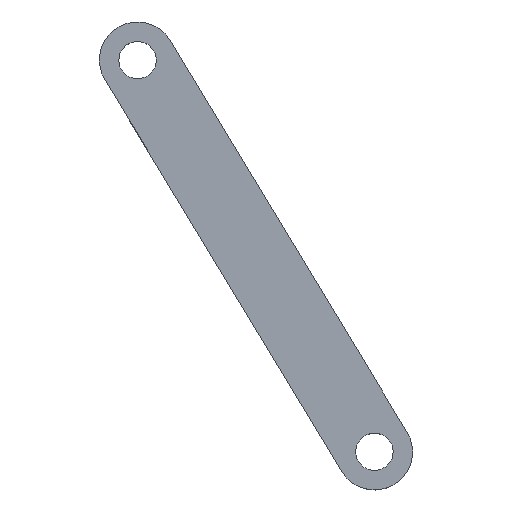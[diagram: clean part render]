
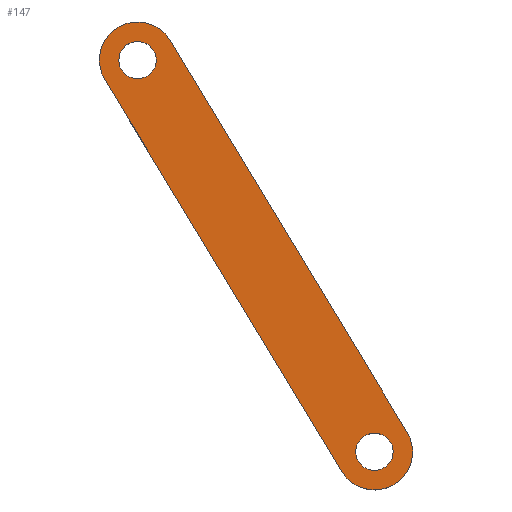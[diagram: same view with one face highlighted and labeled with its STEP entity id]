
A CAD part, top view. The second image highlights one B-rep face of the part: STEP entity #147.
In plain terms, the highlighted planar face has unit normal (0, 0, 1).
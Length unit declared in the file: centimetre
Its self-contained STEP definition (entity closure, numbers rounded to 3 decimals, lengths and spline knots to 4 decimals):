
#15=FACE_BOUND('',#38,.T.);
#16=FACE_BOUND('',#39,.T.);
#21=PLANE('',#177);
#29=FACE_OUTER_BOUND('',#37,.T.);
#37=EDGE_LOOP('',(#125,#126,#127,#128));
#38=EDGE_LOOP('',(#129));
#39=EDGE_LOOP('',(#130));
#47=LINE('',#243,#57);
#51=LINE('',#255,#61);
#57=VECTOR('',#199,1.);
#61=VECTOR('',#211,1.);
#63=CIRCLE('',#164,0.245);
#65=CIRCLE('',#167,0.245);
#68=CIRCLE('',#172,0.5);
#70=CIRCLE('',#176,0.5);
#71=VERTEX_POINT('',#225);
#73=VERTEX_POINT('',#231);
#77=VERTEX_POINT('',#240);
#78=VERTEX_POINT('',#242);
#80=VERTEX_POINT('',#248);
#82=VERTEX_POINT('',#254);
#83=EDGE_CURVE('',#71,#71,#63,.T.);
#86=EDGE_CURVE('',#73,#73,#65,.T.);
#91=EDGE_CURVE('',#78,#77,#47,.T.);
#94=EDGE_CURVE('',#80,#78,#68,.T.);
#97=EDGE_CURVE('',#82,#80,#51,.T.);
#100=EDGE_CURVE('',#77,#82,#70,.T.);
#125=ORIENTED_EDGE('',*,*,#100,.T.);
#126=ORIENTED_EDGE('',*,*,#97,.T.);
#127=ORIENTED_EDGE('',*,*,#94,.T.);
#128=ORIENTED_EDGE('',*,*,#91,.T.);
#129=ORIENTED_EDGE('',*,*,#86,.T.);
#130=ORIENTED_EDGE('',*,*,#83,.T.);
#147=ADVANCED_FACE('',(#29,#15,#16),#21,.T.);
#164=AXIS2_PLACEMENT_3D('',#226,#183,#184);
#167=AXIS2_PLACEMENT_3D('',#232,#190,#191);
#172=AXIS2_PLACEMENT_3D('',#249,#205,#206);
#176=AXIS2_PLACEMENT_3D('',#259,#217,#218);
#177=AXIS2_PLACEMENT_3D('',#260,#219,#220);
#183=DIRECTION('center_axis',(0.,0.,-1.));
#184=DIRECTION('ref_axis',(1.,0.,0.));
#190=DIRECTION('center_axis',(0.,0.,-1.));
#191=DIRECTION('ref_axis',(1.,0.,0.));
#199=DIRECTION('',(-0.518,0.856,0.));
#205=DIRECTION('center_axis',(0.,0.,1.));
#206=DIRECTION('ref_axis',(-0.856,-0.518,0.));
#211=DIRECTION('',(0.518,-0.856,0.));
#217=DIRECTION('center_axis',(0.,0.,1.));
#218=DIRECTION('ref_axis',(0.856,0.518,0.));
#219=DIRECTION('center_axis',(0.,0.,1.));
#220=DIRECTION('ref_axis',(1.,0.,0.));
#225=CARTESIAN_POINT('',(1.255,2.2458,0.4));
#226=CARTESIAN_POINT('Origin',(1.5,2.2458,0.4));
#231=CARTESIAN_POINT('',(4.36,-2.8883,0.4));
#232=CARTESIAN_POINT('Origin',(4.605,-2.8883,0.4));
#240=CARTESIAN_POINT('',(1.9278,2.5045,0.4));
#242=CARTESIAN_POINT('',(5.0329,-2.6296,0.4));
#243=CARTESIAN_POINT('',(5.0329,-2.6296,0.4));
#248=CARTESIAN_POINT('',(4.1772,-3.1471,0.4));
#249=CARTESIAN_POINT('Origin',(4.605,-2.8883,0.4));
#254=CARTESIAN_POINT('',(1.0722,1.987,0.4));
#255=CARTESIAN_POINT('',(1.0722,1.987,0.4));
#259=CARTESIAN_POINT('Origin',(1.5,2.2458,0.4));
#260=CARTESIAN_POINT('Origin',(3.0525,-0.3213,0.4));
